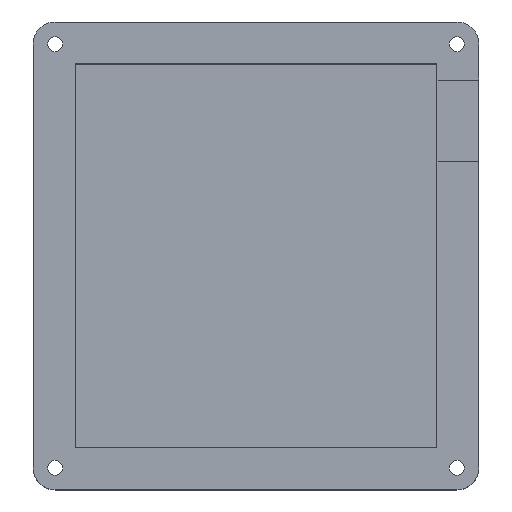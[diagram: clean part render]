
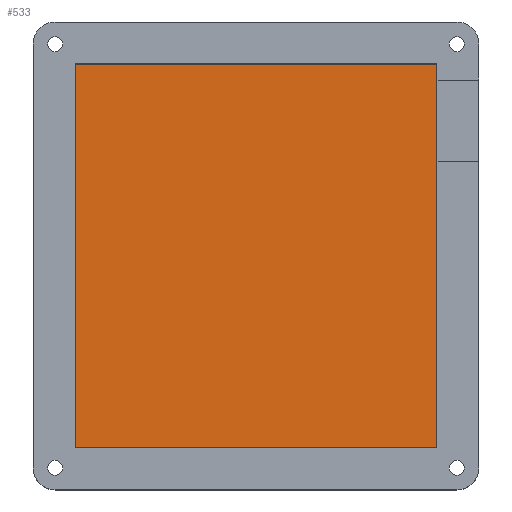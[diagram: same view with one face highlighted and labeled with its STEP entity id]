
A CAD part, top view. The second image highlights one B-rep face of the part: STEP entity #533.
In plain terms, the highlighted planar face has unit normal (0, 0, 1).
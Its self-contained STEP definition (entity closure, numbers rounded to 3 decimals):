
#43=PLANE('',#590);
#65=FACE_OUTER_BOUND('',#99,.T.);
#99=EDGE_LOOP('',(#433,#434,#435,#436));
#157=LINE('',#879,#205);
#158=LINE('',#881,#206);
#159=LINE('',#883,#207);
#160=LINE('',#884,#208);
#205=VECTOR('',#708,10.);
#206=VECTOR('',#709,10.);
#207=VECTOR('',#710,10.);
#208=VECTOR('',#711,10.);
#277=VERTEX_POINT('',#877);
#278=VERTEX_POINT('',#878);
#279=VERTEX_POINT('',#880);
#280=VERTEX_POINT('',#882);
#337=EDGE_CURVE('',#277,#278,#157,.T.);
#338=EDGE_CURVE('',#279,#277,#158,.T.);
#339=EDGE_CURVE('',#280,#279,#159,.T.);
#340=EDGE_CURVE('',#278,#280,#160,.T.);
#433=ORIENTED_EDGE('',*,*,#337,.F.);
#434=ORIENTED_EDGE('',*,*,#338,.F.);
#435=ORIENTED_EDGE('',*,*,#339,.F.);
#436=ORIENTED_EDGE('',*,*,#340,.F.);
#533=ADVANCED_FACE('',(#65),#43,.T.);
#590=AXIS2_PLACEMENT_3D('',#876,#706,#707);
#706=DIRECTION('center_axis',(0.,0.,1.));
#707=DIRECTION('ref_axis',(1.,0.,0.));
#708=DIRECTION('',(-1.,0.,0.));
#709=DIRECTION('',(0.,-1.,0.));
#710=DIRECTION('',(1.,0.,0.));
#711=DIRECTION('',(0.,1.,0.));
#876=CARTESIAN_POINT('Origin',(18.905,3.968,2.331));
#877=CARTESIAN_POINT('',(59.905,-39.532,2.331));
#878=CARTESIAN_POINT('',(-22.095,-39.532,2.331));
#879=CARTESIAN_POINT('',(39.405,-39.532,2.331));
#880=CARTESIAN_POINT('',(59.905,47.468,2.331));
#881=CARTESIAN_POINT('',(59.905,25.718,2.331));
#882=CARTESIAN_POINT('',(-22.095,47.468,2.331));
#883=CARTESIAN_POINT('',(-1.595,47.468,2.331));
#884=CARTESIAN_POINT('',(-22.095,-17.782,2.331));
